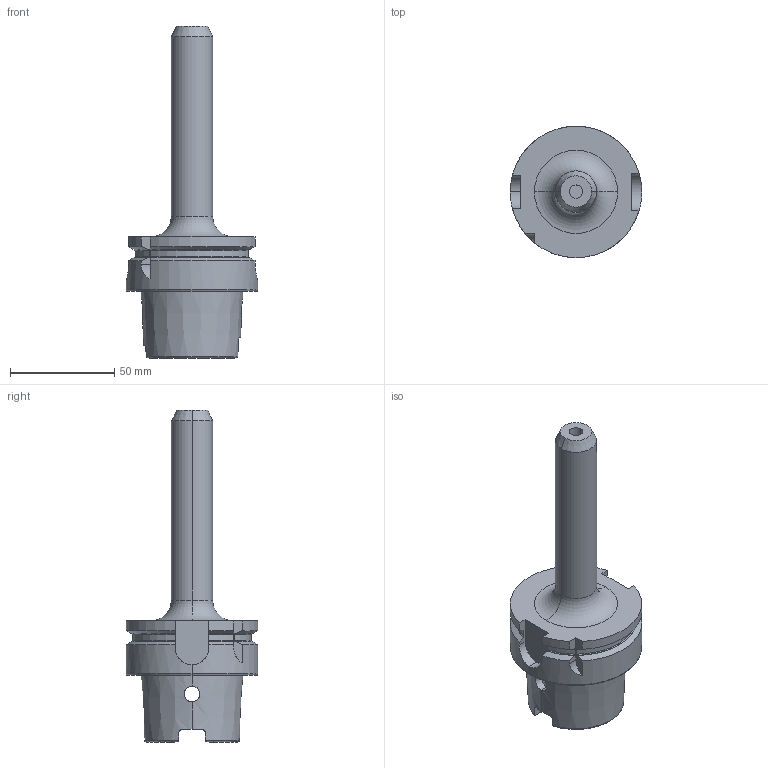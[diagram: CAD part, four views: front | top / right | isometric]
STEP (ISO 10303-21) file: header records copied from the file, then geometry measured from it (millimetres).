
FILE_DESCRIPTION (( 'STEP AP203' ), '1' );
FILE_NAME ('STP-32948-5.STEP', '2018-06-20T00:38:24', ( '' ), ( '' ), 'SwSTEP 2.0', 'SolidWorks 2015', '' );
FILE_SCHEMA (( 'CONFIG_CONTROL_DESIGN' ));
Length unit declared in the file: millimetre
Products named in the file (1): STP-32948-5
Bounding box: 63 x 63 x 159 mm (x, y, z)
Volume: 116746.9 mm3; surface area: 28021.3 mm2
Topology: 1 solids, 1 shells, 96 faces, 255 edges, 161 vertices
Faces by surface type: cylinder 32, plane 28, torus 22, cone 14
Entity records: 3590 total; most frequent: CARTESIAN_POINT 1166, ORIENTED_EDGE 510, DIRECTION 483, EDGE_CURVE 255, AXIS2_PLACEMENT_3D 196, VERTEX_POINT 161, EDGE_LOOP 100, CIRCLE 99
